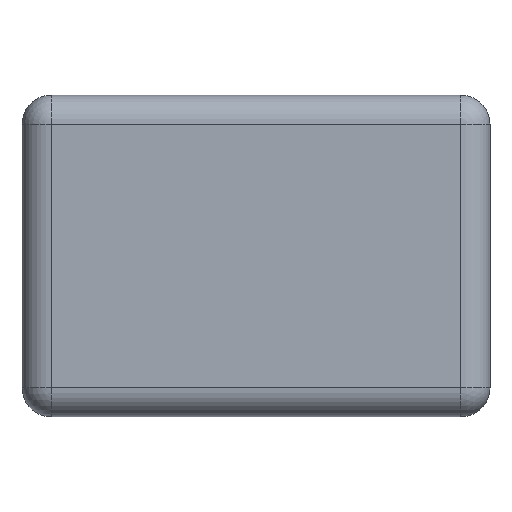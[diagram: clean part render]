
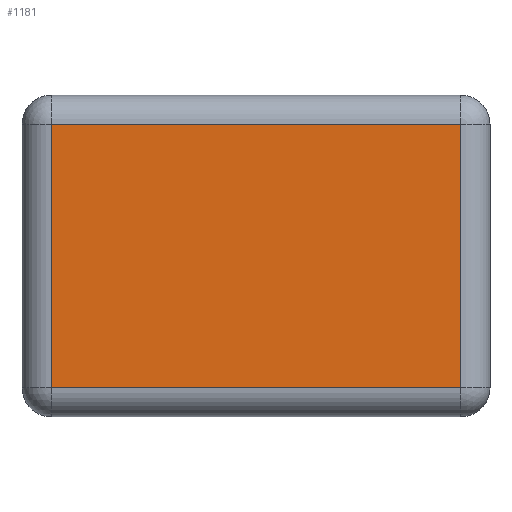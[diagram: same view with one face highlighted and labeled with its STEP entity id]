
A CAD part, left-side view. The second image highlights one B-rep face of the part: STEP entity #1181.
In plain terms, the highlighted planar face has unit normal (-1, 0, 0).
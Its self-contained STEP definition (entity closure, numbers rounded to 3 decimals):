
#186 = CYLINDRICAL_SURFACE('',#187,0.1);
#187 = AXIS2_PLACEMENT_3D('',#188,#189,#190);
#188 = CARTESIAN_POINT('',(-1.5,0.7,0.));
#189 = DIRECTION('',(0.,0.,1.));
#190 = DIRECTION('',(0.,1.,0.));
#587 = VERTEX_POINT('',#588);
#588 = CARTESIAN_POINT('',(-1.6,0.7,0.1));
#610 = EDGE_CURVE('',#587,#611,#613,.T.);
#611 = VERTEX_POINT('',#612);
#612 = CARTESIAN_POINT('',(-1.6,0.7,1.));
#613 = SURFACE_CURVE('',#614,(#618,#625),.PCURVE_S1.);
#614 = LINE('',#615,#616);
#615 = CARTESIAN_POINT('',(-1.6,0.7,0.));
#616 = VECTOR('',#617,1.);
#617 = DIRECTION('',(0.,0.,1.));
#618 = PCURVE('',#186,#619);
#619 = DEFINITIONAL_REPRESENTATION('',(#620),#624);
#620 = LINE('',#621,#622);
#621 = CARTESIAN_POINT('',(1.571,0.));
#622 = VECTOR('',#623,1.);
#623 = DIRECTION('',(0.,1.));
#624 = ( GEOMETRIC_REPRESENTATION_CONTEXT(2) 
PARAMETRIC_REPRESENTATION_CONTEXT() REPRESENTATION_CONTEXT('2D SPACE',''
  ) );
#625 = PCURVE('',#626,#631);
#626 = PLANE('',#627);
#627 = AXIS2_PLACEMENT_3D('',#628,#629,#630);
#628 = CARTESIAN_POINT('',(-1.6,0.8,0.));
#629 = DIRECTION('',(1.,0.,0.));
#630 = DIRECTION('',(0.,-1.,0.));
#631 = DEFINITIONAL_REPRESENTATION('',(#632),#636);
#632 = LINE('',#633,#634);
#633 = CARTESIAN_POINT('',(0.1,0.));
#634 = VECTOR('',#635,1.);
#635 = DIRECTION('',(0.,-1.));
#636 = ( GEOMETRIC_REPRESENTATION_CONTEXT(2) 
PARAMETRIC_REPRESENTATION_CONTEXT() REPRESENTATION_CONTEXT('2D SPACE',''
  ) );
#1031 = CYLINDRICAL_SURFACE('',#1032,0.1);
#1032 = AXIS2_PLACEMENT_3D('',#1033,#1034,#1035);
#1033 = CARTESIAN_POINT('',(-1.5,0.8,0.1));
#1034 = DIRECTION('',(0.,-1.,0.));
#1035 = DIRECTION('',(-1.,0.,0.));
#1117 = CYLINDRICAL_SURFACE('',#1118,0.1);
#1118 = AXIS2_PLACEMENT_3D('',#1119,#1120,#1121);
#1119 = CARTESIAN_POINT('',(-1.5,0.8,1.));
#1120 = DIRECTION('',(0.,-1.,0.));
#1121 = DIRECTION('',(-1.,0.,0.));
#1181 = ADVANCED_FACE('',(#1182),#626,.F.);
#1182 = FACE_BOUND('',#1183,.F.);
#1183 = EDGE_LOOP('',(#1184,#1185,#1208,#1236));
#1184 = ORIENTED_EDGE('',*,*,#610,.T.);
#1185 = ORIENTED_EDGE('',*,*,#1186,.T.);
#1186 = EDGE_CURVE('',#611,#1187,#1189,.T.);
#1187 = VERTEX_POINT('',#1188);
#1188 = CARTESIAN_POINT('',(-1.6,-0.7,1.));
#1189 = SURFACE_CURVE('',#1190,(#1194,#1201),.PCURVE_S1.);
#1190 = LINE('',#1191,#1192);
#1191 = CARTESIAN_POINT('',(-1.6,0.8,1.));
#1192 = VECTOR('',#1193,1.);
#1193 = DIRECTION('',(0.,-1.,0.));
#1194 = PCURVE('',#626,#1195);
#1195 = DEFINITIONAL_REPRESENTATION('',(#1196),#1200);
#1196 = LINE('',#1197,#1198);
#1197 = CARTESIAN_POINT('',(0.,-1.));
#1198 = VECTOR('',#1199,1.);
#1199 = DIRECTION('',(1.,0.));
#1200 = ( GEOMETRIC_REPRESENTATION_CONTEXT(2) 
PARAMETRIC_REPRESENTATION_CONTEXT() REPRESENTATION_CONTEXT('2D SPACE',''
  ) );
#1201 = PCURVE('',#1117,#1202);
#1202 = DEFINITIONAL_REPRESENTATION('',(#1203),#1207);
#1203 = LINE('',#1204,#1205);
#1204 = CARTESIAN_POINT('',(-0.,0.));
#1205 = VECTOR('',#1206,1.);
#1206 = DIRECTION('',(-0.,1.));
#1207 = ( GEOMETRIC_REPRESENTATION_CONTEXT(2) 
PARAMETRIC_REPRESENTATION_CONTEXT() REPRESENTATION_CONTEXT('2D SPACE',''
  ) );
#1208 = ORIENTED_EDGE('',*,*,#1209,.F.);
#1209 = EDGE_CURVE('',#1210,#1187,#1212,.T.);
#1210 = VERTEX_POINT('',#1211);
#1211 = CARTESIAN_POINT('',(-1.6,-0.7,0.1));
#1212 = SURFACE_CURVE('',#1213,(#1217,#1224),.PCURVE_S1.);
#1213 = LINE('',#1214,#1215);
#1214 = CARTESIAN_POINT('',(-1.6,-0.7,0.));
#1215 = VECTOR('',#1216,1.);
#1216 = DIRECTION('',(0.,0.,1.));
#1217 = PCURVE('',#626,#1218);
#1218 = DEFINITIONAL_REPRESENTATION('',(#1219),#1223);
#1219 = LINE('',#1220,#1221);
#1220 = CARTESIAN_POINT('',(1.5,0.));
#1221 = VECTOR('',#1222,1.);
#1222 = DIRECTION('',(0.,-1.));
#1223 = ( GEOMETRIC_REPRESENTATION_CONTEXT(2) 
PARAMETRIC_REPRESENTATION_CONTEXT() REPRESENTATION_CONTEXT('2D SPACE',''
  ) );
#1224 = PCURVE('',#1225,#1230);
#1225 = CYLINDRICAL_SURFACE('',#1226,0.1);
#1226 = AXIS2_PLACEMENT_3D('',#1227,#1228,#1229);
#1227 = CARTESIAN_POINT('',(-1.5,-0.7,0.));
#1228 = DIRECTION('',(0.,0.,1.));
#1229 = DIRECTION('',(-1.,0.,0.));
#1230 = DEFINITIONAL_REPRESENTATION('',(#1231),#1235);
#1231 = LINE('',#1232,#1233);
#1232 = CARTESIAN_POINT('',(0.,0.));
#1233 = VECTOR('',#1234,1.);
#1234 = DIRECTION('',(0.,1.));
#1235 = ( GEOMETRIC_REPRESENTATION_CONTEXT(2) 
PARAMETRIC_REPRESENTATION_CONTEXT() REPRESENTATION_CONTEXT('2D SPACE',''
  ) );
#1236 = ORIENTED_EDGE('',*,*,#1237,.F.);
#1237 = EDGE_CURVE('',#587,#1210,#1238,.T.);
#1238 = SURFACE_CURVE('',#1239,(#1243,#1250),.PCURVE_S1.);
#1239 = LINE('',#1240,#1241);
#1240 = CARTESIAN_POINT('',(-1.6,0.8,0.1));
#1241 = VECTOR('',#1242,1.);
#1242 = DIRECTION('',(0.,-1.,0.));
#1243 = PCURVE('',#626,#1244);
#1244 = DEFINITIONAL_REPRESENTATION('',(#1245),#1249);
#1245 = LINE('',#1246,#1247);
#1246 = CARTESIAN_POINT('',(0.,-0.1));
#1247 = VECTOR('',#1248,1.);
#1248 = DIRECTION('',(1.,0.));
#1249 = ( GEOMETRIC_REPRESENTATION_CONTEXT(2) 
PARAMETRIC_REPRESENTATION_CONTEXT() REPRESENTATION_CONTEXT('2D SPACE',''
  ) );
#1250 = PCURVE('',#1031,#1251);
#1251 = DEFINITIONAL_REPRESENTATION('',(#1252),#1256);
#1252 = LINE('',#1253,#1254);
#1253 = CARTESIAN_POINT('',(0.,0.));
#1254 = VECTOR('',#1255,1.);
#1255 = DIRECTION('',(0.,1.));
#1256 = ( GEOMETRIC_REPRESENTATION_CONTEXT(2) 
PARAMETRIC_REPRESENTATION_CONTEXT() REPRESENTATION_CONTEXT('2D SPACE',''
  ) );
